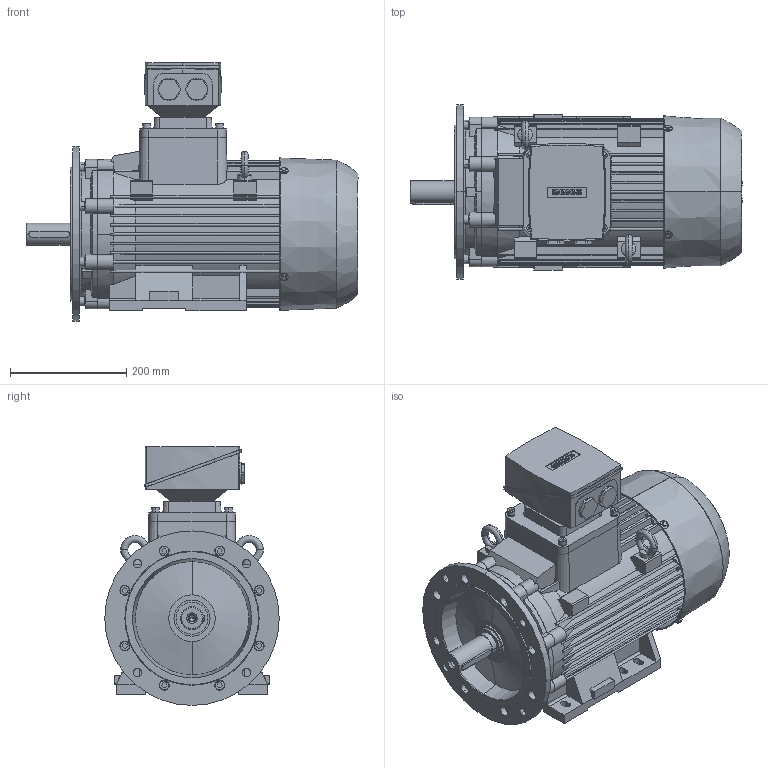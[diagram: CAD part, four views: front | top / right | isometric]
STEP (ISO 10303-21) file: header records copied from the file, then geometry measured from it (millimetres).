
FILE_DESCRIPTION(('STEP AP214'),'1');
FILE_NAME('cctmp_C964A7C0-CDA4-40F0-AAAD-BBE6D4E7FB98_2023_06_27_10_57_14_0408..stp','2023-06-27T08:57:15',('SIEMENS A&D'),('CADClick - www.CADClick.com'),'Spatial InterOp 3D',' ','unknown authorization');
FILE_SCHEMA(('AUTOMOTIVE_DESIGN'));
Length unit declared in the file: millimetre
Products named in the file (29): cc_unnamed; 2023_06_27_10_57_14_0362; 2023_06_27_10_57_14_0330; 2023_06_27_10_57_14_0311; 2023_06_27_10_57_14_0294; 2023_06_27_10_57_14_0263; 2023_06_27_10_57_14_0231; 2023_06_27_10_57_14_0200; 2023_06_27_10_57_14_0169; 2023_06_27_10_57_14_0138; 2023_06_27_10_57_14_0106; 2023_06_27_10_57_14_0075; 2023_06_27_10_57_14_0044; 2023_06_27_10_57_14_0013; 2023_06_27_10_57_13_0981; 2023_06_27_10_57_13_0950; 2023_06_27_10_57_13_0919; 2023_06_27_10_57_13_0888; 2023_06_27_10_57_13_0856; 2023_06_27_10_57_13_0825; 2023_06_27_10_57_13_0794; 2023_06_27_10_57_13_0763; 2023_06_27_10_57_13_0731; 2023_06_27_10_57_13_0700; 2023_06_27_10_57_13_0669; 2023_06_27_10_57_13_0638; 2023_06_27_10_57_13_0606; 2023_06_27_10_57_13_0575; 2023_06_27_10_57_13_0544
Assembly tree (28 placements, depth 2):
  cc_unnamed
    2023_06_27_10_57_14_0362
    2023_06_27_10_57_14_0330
    2023_06_27_10_57_14_0311
    2023_06_27_10_57_14_0294
    2023_06_27_10_57_14_0263
    2023_06_27_10_57_14_0231
    2023_06_27_10_57_14_0200
    2023_06_27_10_57_14_0169
    2023_06_27_10_57_14_0138
    2023_06_27_10_57_14_0106
    2023_06_27_10_57_14_0075
    2023_06_27_10_57_14_0044
    2023_06_27_10_57_14_0013
    2023_06_27_10_57_13_0981
    2023_06_27_10_57_13_0950
    2023_06_27_10_57_13_0919
    2023_06_27_10_57_13_0888
    2023_06_27_10_57_13_0856
    2023_06_27_10_57_13_0825
    2023_06_27_10_57_13_0794
    2023_06_27_10_57_13_0763
    2023_06_27_10_57_13_0731
    2023_06_27_10_57_13_0700
    2023_06_27_10_57_13_0669
    2023_06_27_10_57_13_0638
    2023_06_27_10_57_13_0606
    2023_06_27_10_57_13_0575
    2023_06_27_10_57_13_0544
Bounding box: 571 x 300 x 445 mm (x, y, z)
Volume: 22025902.2 mm3; surface area: 1358355.6 mm2
Topology: 28 solids, 28 shells, 1765 faces, 4954 edges, 3256 vertices
Faces by surface type: cylinder 877, plane 663, cone 175, torus 50
Entity records: 77128 total; most frequent: CARTESIAN_POINT 15015, DIRECTION 10283, ORIENTED_EDGE 9904, EDGE_CURVE 4952, AXIS2_PLACEMENT_3D 3979, VERTEX_POINT 3256, LINE 2325, VECTOR 2325
